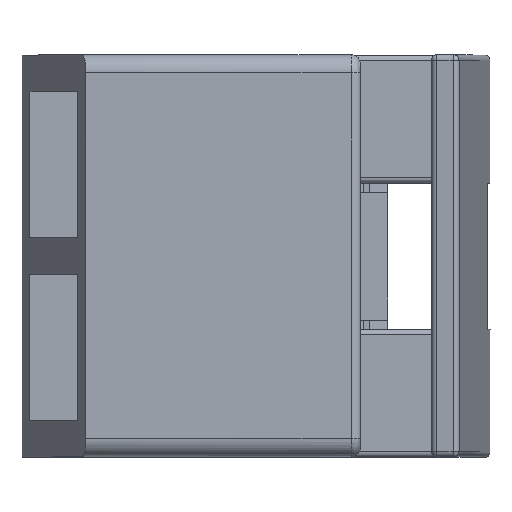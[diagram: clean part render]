
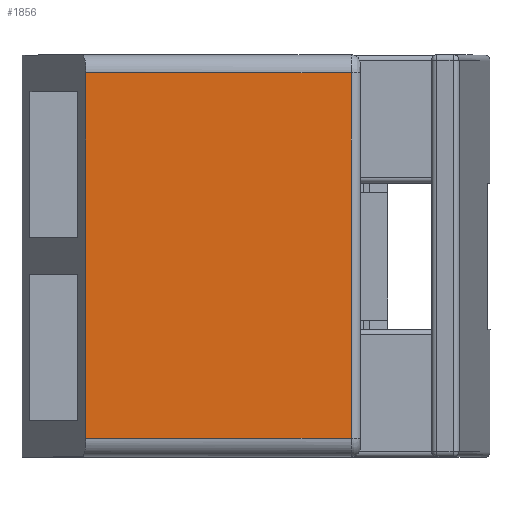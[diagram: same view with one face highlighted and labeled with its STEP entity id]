
A CAD part, top view. The second image highlights one B-rep face of the part: STEP entity #1856.
In plain terms, the highlighted planar face has unit normal (0, 0, 1).
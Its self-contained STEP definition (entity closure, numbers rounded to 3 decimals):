
#1602=CARTESIAN_POINT('',(-0.5,10.,20.7));
#1603=VERTEX_POINT('',#1602);
#1636=CARTESIAN_POINT('',(-0.5,-10.,20.7));
#1637=VERTEX_POINT('',#1636);
#1654=CARTESIAN_POINT('',(-0.5,10.,20.7));
#1655=DIRECTION('',(0.0,-1.0,0.0));
#1656=VECTOR('',#1655,20.0);
#1657=LINE('',#1654,#1656);
#1658=EDGE_CURVE('',#1603,#1637,#1657,.T.);
#1814=CARTESIAN_POINT('',(-15.0,-10.,20.7));
#1815=VERTEX_POINT('',#1814);
#1816=CARTESIAN_POINT('',(-0.5,-10.,20.7));
#1817=DIRECTION('',(-1.0,0.0,0.0));
#1818=VECTOR('',#1817,14.5);
#1819=LINE('',#1816,#1818);
#1820=EDGE_CURVE('',#1637,#1815,#1819,.T.);
#1833=CARTESIAN_POINT('',(0.0,0.,20.7));
#1834=DIRECTION('',(0.0,0.0,1.0));
#1835=DIRECTION('',(0.0,1.0,0.0));
#1836=AXIS2_PLACEMENT_3D('',#1833,#1834,#1835);
#1837=PLANE('',#1836);
#1838=ORIENTED_EDGE('',*,*,#1658,.F.);
#1839=CARTESIAN_POINT('',(-15.0,10.,20.7));
#1840=VERTEX_POINT('',#1839);
#1841=CARTESIAN_POINT('',(-15.0,10.,20.7));
#1842=DIRECTION('',(1.0,0.0,0.0));
#1843=VECTOR('',#1842,14.5);
#1844=LINE('',#1841,#1843);
#1845=EDGE_CURVE('',#1840,#1603,#1844,.T.);
#1846=ORIENTED_EDGE('',*,*,#1845,.F.);
#1847=CARTESIAN_POINT('',(-15.0,-10.,20.7));
#1848=DIRECTION('',(0.0,1.0,0.0));
#1849=VECTOR('',#1848,20.0);
#1850=LINE('',#1847,#1849);
#1851=EDGE_CURVE('',#1815,#1840,#1850,.T.);
#1852=ORIENTED_EDGE('',*,*,#1851,.F.);
#1853=ORIENTED_EDGE('',*,*,#1820,.F.);
#1854=EDGE_LOOP('',(#1838,#1846,#1852,#1853));
#1855=FACE_OUTER_BOUND('',#1854,.T.);
#1856=ADVANCED_FACE('',(#1855),#1837,.T.);
